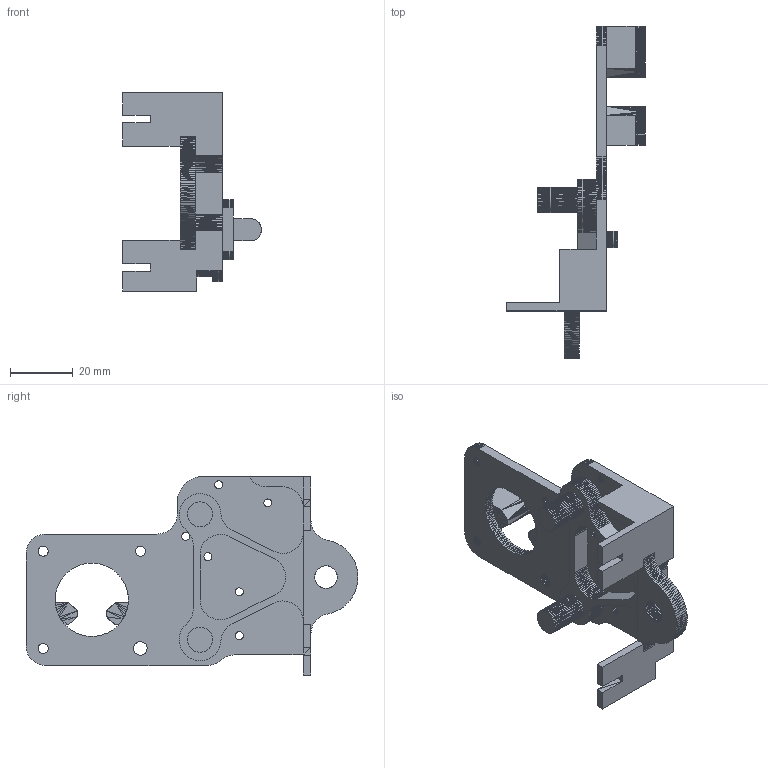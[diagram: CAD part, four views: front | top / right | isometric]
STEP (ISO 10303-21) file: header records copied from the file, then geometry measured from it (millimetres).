
FILE_DESCRIPTION(/* description */ (''),/* implementation_level */ '2;1');
FILE_NAME(/* name */ 'micro swiss DD v2.step',/* time_stamp */ '2020-02-27T14:33:13-05:00',/* author */ (''),/* organization */ (''),/* preprocessor_version */ 'ST-DEVELOPER v18',/* originating_system */ 'Autodesk Translation Framework v8.12.0.6',/* authorisation */ '');
FILE_SCHEMA (('AUTOMOTIVE_DESIGN { 1 0 10303 214 3 1 1 }'));
Products named in the file (1): micro swiss DD v2
Bounding box: 44.28 x 105.93 x 63.25 mm (x, y, z)
Volume: 24355 mm3; surface area: 16407.6 mm2
Topology: 1 solids, 1 shells, 3174 faces, 6015 edges, 2847 vertices
Faces by surface type: plane 3174
Entity records: 73288 total; most frequent: DIRECTION 12365, CARTESIAN_POINT 12037, ORIENTED_EDGE 12030, LINE 6015, VECTOR 6015, EDGE_CURVE 6015, EDGE_LOOP 3202, AXIS2_PLACEMENT_3D 3175
